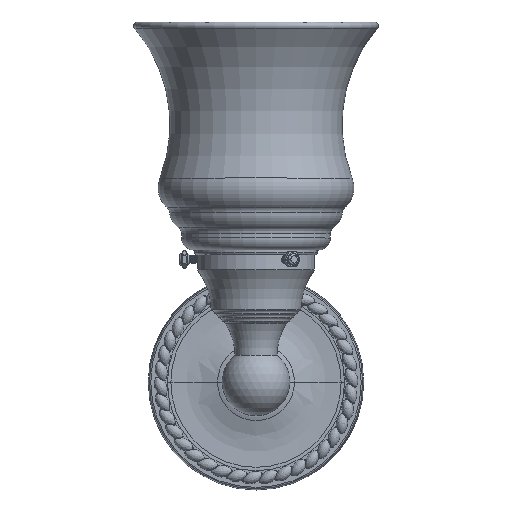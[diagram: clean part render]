
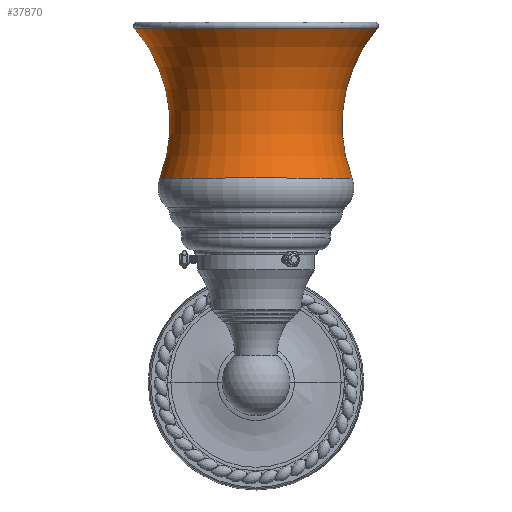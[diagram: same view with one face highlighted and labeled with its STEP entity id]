
A CAD part, top view. The second image highlights one B-rep face of the part: STEP entity #37870.
In plain terms, the highlighted toroidal (fillet/blend) face has major radius 124.12 mm and minor radius 78.486 mm.
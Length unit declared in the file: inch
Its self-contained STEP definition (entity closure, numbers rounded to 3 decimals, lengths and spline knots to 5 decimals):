
#37226=CARTESIAN_POINT('',(0.,4.252,3.88));
#37227=DIRECTION('',(0.,-1.,0.));
#37228=DIRECTION('',(1.,0.,0.));
#37229=AXIS2_PLACEMENT_3D('',#37226,#37227,#37228);
#37231=CARTESIAN_POINT('',(0.,7.37663,3.88));
#37232=DIRECTION('',(0.,1.,0.));
#37233=DIRECTION('',(-1.,0.,0.));
#37234=AXIS2_PLACEMENT_3D('',#37231,#37232,#37233);
#37236=CARTESIAN_POINT('',(4.88661,5.37389,3.88));
#37237=DIRECTION('',(0.,0.,-1.));
#37238=DIRECTION('',(-0.932,-0.363,0.));
#37239=AXIS2_PLACEMENT_3D('',#37236,#37237,#37238);
#37246=CARTESIAN_POINT('',(-4.88661,5.37389,3.88));
#37247=DIRECTION('',(0.,0.,1.));
#37248=DIRECTION('',(0.932,-0.363,0.));
#37249=AXIS2_PLACEMENT_3D('',#37246,#37247,#37248);
#37498=CARTESIAN_POINT('',(2.00747,4.252,3.88));
#37499=CARTESIAN_POINT('',(-2.00747,4.252,3.88));
#37500=VERTEX_POINT('',#37498);
#37501=VERTEX_POINT('',#37499);
#37530=CARTESIAN_POINT('',(2.53349,7.37663,3.88));
#37531=VERTEX_POINT('',#37530);
#37532=CARTESIAN_POINT('',(-2.53349,7.37663,3.88));
#37533=VERTEX_POINT('',#37532);
#37856=CARTESIAN_POINT('',(0.,5.37389,3.88));
#37857=DIRECTION('',(0.,-1.,0.));
#37858=DIRECTION('',(-1.,0.,0.));
#37859=AXIS2_PLACEMENT_3D('',#37856,#37857,#37858);
#37860=TOROIDAL_SURFACE('',#37859,4.88661,3.09);
#37862=ORIENTED_EDGE('',*,*,#37861,.F.);
#37863=ORIENTED_EDGE('',*,*,#37838,.T.);
#37865=ORIENTED_EDGE('',*,*,#37864,.T.);
#37867=ORIENTED_EDGE('',*,*,#37866,.T.);
#37868=EDGE_LOOP('',(#37862,#37863,#37865,#37867));
#37869=FACE_OUTER_BOUND('',#37868,.F.);
#37870=ADVANCED_FACE('',(#37869),#37860,.F.);
#37230=CIRCLE('',#37229,2.00747);
#37235=CIRCLE('',#37234,2.53349);
#37240=CIRCLE('',#37239,3.09);
#37250=CIRCLE('',#37249,3.09);
#37838=EDGE_CURVE('',#37500,#37501,#37230,.T.);
#37861=EDGE_CURVE('',#37500,#37531,#37240,.T.);
#37864=EDGE_CURVE('',#37501,#37533,#37250,.T.);
#37866=EDGE_CURVE('',#37533,#37531,#37235,.T.);
